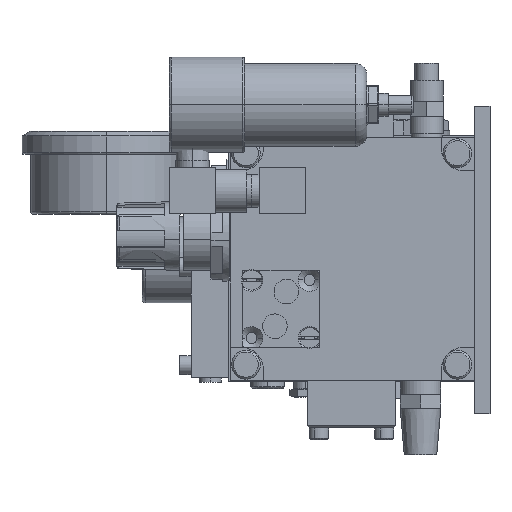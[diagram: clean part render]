
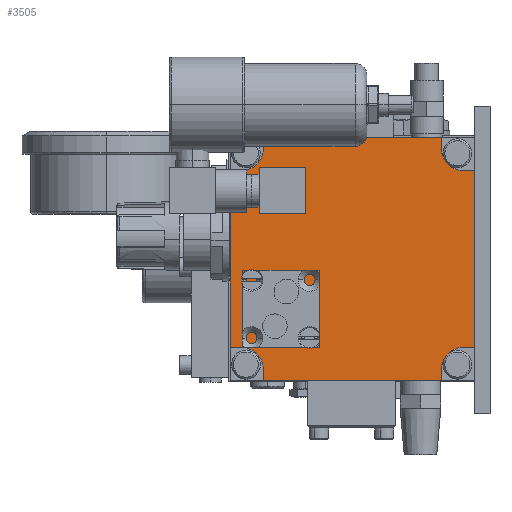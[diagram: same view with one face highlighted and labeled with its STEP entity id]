
A CAD part, left-side view. The second image highlights one B-rep face of the part: STEP entity #3505.
In plain terms, the highlighted planar face has unit normal (-1, 0, 0).
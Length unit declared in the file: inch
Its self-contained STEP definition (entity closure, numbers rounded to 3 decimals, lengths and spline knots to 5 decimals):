
#2986=DIRECTION('',(0.,1.,0.));
#2987=VECTOR('',#2986,2.889);
#2988=CARTESIAN_POINT('',(0.,0.543,0.));
#2989=LINE('',#2988,#2987);
#2990=DIRECTION('',(0.,0.,1.));
#2991=VECTOR('',#2990,0.168);
#2992=CARTESIAN_POINT('',(0.,0.543,-0.168));
#2993=LINE('',#2992,#2991);
#2994=CARTESIAN_POINT('',(0.,0.168,-0.168));
#2995=DIRECTION('',(1.,0.,0.));
#2996=DIRECTION('',(0.,0.,-1.));
#2997=AXIS2_PLACEMENT_3D('',#2994,#2995,#2996);
#2999=DIRECTION('',(0.,1.,0.));
#3000=VECTOR('',#2999,0.168);
#3001=CARTESIAN_POINT('',(0.,0.,-0.543));
#3002=LINE('',#3001,#3000);
#3003=DIRECTION('',(0.,0.,1.));
#3004=VECTOR('',#3003,2.864);
#3005=CARTESIAN_POINT('',(0.,0.,-3.407));
#3006=LINE('',#3005,#3004);
#3007=DIRECTION('',(0.,-1.,0.));
#3008=VECTOR('',#3007,0.168);
#3009=CARTESIAN_POINT('',(0.,0.168,-3.407));
#3010=LINE('',#3009,#3008);
#3011=CARTESIAN_POINT('',(0.,0.168,-3.782));
#3012=DIRECTION('',(1.,0.,0.));
#3013=DIRECTION('',(0.,1.,0.));
#3014=AXIS2_PLACEMENT_3D('',#3011,#3012,#3013);
#3016=DIRECTION('',(0.,0.,1.));
#3017=VECTOR('',#3016,0.168);
#3018=CARTESIAN_POINT('',(0.,0.543,-3.95));
#3019=LINE('',#3018,#3017);
#3020=DIRECTION('',(0.,-1.,0.));
#3021=VECTOR('',#3020,2.889);
#3022=CARTESIAN_POINT('',(0.,3.432,-3.95));
#3023=LINE('',#3022,#3021);
#3024=DIRECTION('',(0.,0.,-1.));
#3025=VECTOR('',#3024,0.168);
#3026=CARTESIAN_POINT('',(0.,3.432,-3.782));
#3027=LINE('',#3026,#3025);
#3028=CARTESIAN_POINT('',(0.,3.807,-3.782));
#3029=DIRECTION('',(1.,0.,0.));
#3030=DIRECTION('',(0.,0.,1.));
#3031=AXIS2_PLACEMENT_3D('',#3028,#3029,#3030);
#3033=DIRECTION('',(0.,-1.,0.));
#3034=VECTOR('',#3033,0.168);
#3035=CARTESIAN_POINT('',(0.,3.975,-3.407));
#3036=LINE('',#3035,#3034);
#3037=DIRECTION('',(0.,0.,-1.));
#3038=VECTOR('',#3037,2.864);
#3039=CARTESIAN_POINT('',(0.,3.975,-0.543));
#3040=LINE('',#3039,#3038);
#3041=DIRECTION('',(0.,1.,0.));
#3042=VECTOR('',#3041,0.168);
#3043=CARTESIAN_POINT('',(0.,3.807,-0.543));
#3044=LINE('',#3043,#3042);
#3045=CARTESIAN_POINT('',(0.,3.807,-0.168));
#3046=DIRECTION('',(1.,0.,0.));
#3047=DIRECTION('',(0.,-1.,0.));
#3048=AXIS2_PLACEMENT_3D('',#3045,#3046,#3047);
#3050=DIRECTION('',(0.,0.,-1.));
#3051=VECTOR('',#3050,0.168);
#3052=CARTESIAN_POINT('',(0.,3.432,0.));
#3053=LINE('',#3052,#3051);
#3266=CARTESIAN_POINT('',(0.,0.543,0.));
#3267=CARTESIAN_POINT('',(0.,3.432,0.));
#3268=VERTEX_POINT('',#3266);
#3269=VERTEX_POINT('',#3267);
#3270=CARTESIAN_POINT('',(0.,3.432,-0.168));
#3271=VERTEX_POINT('',#3270);
#3272=CARTESIAN_POINT('',(0.,3.807,-0.543));
#3273=VERTEX_POINT('',#3272);
#3274=CARTESIAN_POINT('',(0.,3.975,-0.543));
#3275=VERTEX_POINT('',#3274);
#3276=CARTESIAN_POINT('',(0.,3.975,-3.407));
#3277=VERTEX_POINT('',#3276);
#3278=CARTESIAN_POINT('',(0.,3.807,-3.407));
#3279=VERTEX_POINT('',#3278);
#3280=CARTESIAN_POINT('',(0.,3.432,-3.782));
#3281=VERTEX_POINT('',#3280);
#3282=CARTESIAN_POINT('',(0.,3.432,-3.95));
#3283=VERTEX_POINT('',#3282);
#3284=CARTESIAN_POINT('',(0.,0.543,-3.95));
#3285=VERTEX_POINT('',#3284);
#3286=CARTESIAN_POINT('',(0.,0.543,-3.782));
#3287=VERTEX_POINT('',#3286);
#3288=CARTESIAN_POINT('',(0.,0.168,-3.407));
#3289=VERTEX_POINT('',#3288);
#3290=CARTESIAN_POINT('',(0.,0.,-3.407));
#3291=VERTEX_POINT('',#3290);
#3292=CARTESIAN_POINT('',(0.,0.,-0.543));
#3293=VERTEX_POINT('',#3292);
#3294=CARTESIAN_POINT('',(0.,0.168,-0.543));
#3295=VERTEX_POINT('',#3294);
#3296=CARTESIAN_POINT('',(0.,0.543,-0.168));
#3297=VERTEX_POINT('',#3296);
#3466=CARTESIAN_POINT('',(0.,2.,-1.975));
#3467=DIRECTION('',(-1.,0.,0.));
#3468=DIRECTION('',(0.,0.,1.));
#3469=AXIS2_PLACEMENT_3D('',#3466,#3467,#3468);
#3470=PLANE('',#3469);
#3472=ORIENTED_EDGE('',*,*,#3471,.F.);
#3474=ORIENTED_EDGE('',*,*,#3473,.F.);
#3476=ORIENTED_EDGE('',*,*,#3475,.F.);
#3478=ORIENTED_EDGE('',*,*,#3477,.F.);
#3480=ORIENTED_EDGE('',*,*,#3479,.F.);
#3482=ORIENTED_EDGE('',*,*,#3481,.F.);
#3484=ORIENTED_EDGE('',*,*,#3483,.F.);
#3486=ORIENTED_EDGE('',*,*,#3485,.F.);
#3488=ORIENTED_EDGE('',*,*,#3487,.F.);
#3490=ORIENTED_EDGE('',*,*,#3489,.F.);
#3492=ORIENTED_EDGE('',*,*,#3491,.F.);
#3494=ORIENTED_EDGE('',*,*,#3493,.F.);
#3496=ORIENTED_EDGE('',*,*,#3495,.F.);
#3498=ORIENTED_EDGE('',*,*,#3497,.F.);
#3500=ORIENTED_EDGE('',*,*,#3499,.F.);
#3502=ORIENTED_EDGE('',*,*,#3501,.F.);
#3503=EDGE_LOOP('',(#3472,#3474,#3476,#3478,#3480,#3482,#3484,#3486,#3488,#3490,
#3492,#3494,#3496,#3498,#3500,#3502));
#3504=FACE_OUTER_BOUND('',#3503,.F.);
#2998=CIRCLE('',#2997,0.375);
#3015=CIRCLE('',#3014,0.375);
#3032=CIRCLE('',#3031,0.375);
#3049=CIRCLE('',#3048,0.375);
#3471=EDGE_CURVE('',#3268,#3269,#2989,.T.);
#3473=EDGE_CURVE('',#3297,#3268,#2993,.T.);
#3475=EDGE_CURVE('',#3295,#3297,#2998,.T.);
#3477=EDGE_CURVE('',#3293,#3295,#3002,.T.);
#3479=EDGE_CURVE('',#3291,#3293,#3006,.T.);
#3481=EDGE_CURVE('',#3289,#3291,#3010,.T.);
#3483=EDGE_CURVE('',#3287,#3289,#3015,.T.);
#3485=EDGE_CURVE('',#3285,#3287,#3019,.T.);
#3487=EDGE_CURVE('',#3283,#3285,#3023,.T.);
#3489=EDGE_CURVE('',#3281,#3283,#3027,.T.);
#3491=EDGE_CURVE('',#3279,#3281,#3032,.T.);
#3493=EDGE_CURVE('',#3277,#3279,#3036,.T.);
#3495=EDGE_CURVE('',#3275,#3277,#3040,.T.);
#3497=EDGE_CURVE('',#3273,#3275,#3044,.T.);
#3499=EDGE_CURVE('',#3271,#3273,#3049,.T.);
#3501=EDGE_CURVE('',#3269,#3271,#3053,.T.);
#3505=ADVANCED_FACE('',(#3504),#3470,.T.);
